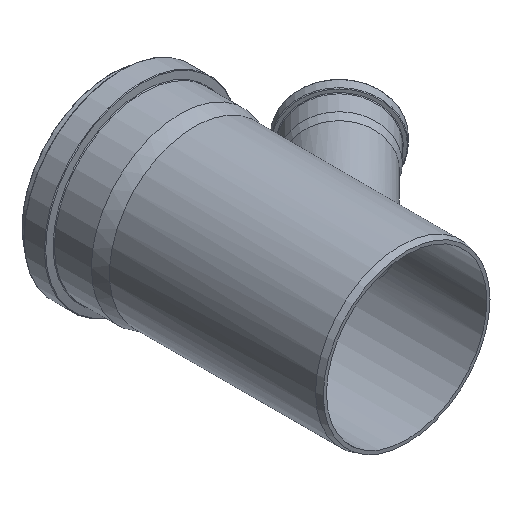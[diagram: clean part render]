
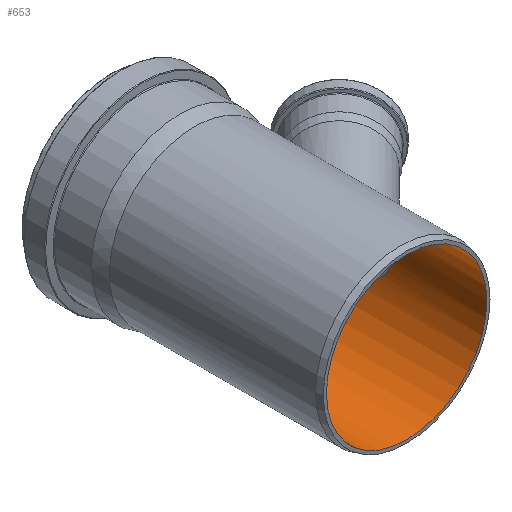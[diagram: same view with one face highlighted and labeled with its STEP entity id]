
A CAD part, isometric view. The second image highlights one B-rep face of the part: STEP entity #653.
In plain terms, the highlighted cylindrical face has radius 118.15 mm (diameter 236.3 mm), a full revolution.
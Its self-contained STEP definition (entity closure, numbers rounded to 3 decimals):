
#50=CYLINDRICAL_SURFACE('',#742,118.15);
#89=FACE_BOUND('',#306,.T.);
#90=FACE_BOUND('',#307,.T.);
#145=CIRCLE('',#741,118.15);
#146=CIRCLE('',#743,118.15);
#216=FACE_OUTER_BOUND('',#305,.T.);
#305=EDGE_LOOP('',(#567));
#306=EDGE_LOOP('',(#568));
#307=EDGE_LOOP('',(#569));
#364=B_SPLINE_CURVE_WITH_KNOTS('',3,(#1507,#1508,#1509,#1510,#1511,#1512,
#1513,#1514,#1515,#1516,#1517,#1518,#1519,#1520,#1521,#1522,#1523,#1524,
#1525,#1526,#1527,#1528,#1529,#1530,#1531,#1532,#1533,#1534,#1535,#1536,
#1537,#1538,#1539,#1540,#1541,#1542,#1543,#1544,#1545,#1546,#1547,#1548,
#1549,#1550,#1551,#1552,#1553,#1554,#1555,#1556,#1557,#1558,#1559,#1560,
#1561,#1562,#1563,#1564,#1565,#1566,#1567,#1568,#1569,#1570,#1571,#1572),
 .UNSPECIFIED.,.T.,.F.,(4,2,2,2,2,2,2,2,2,2,2,2,2,2,2,2,2,2,2,2,2,2,2,2,
2,2,2,2,2,2,2,2,4),(0.,1.898,3.796,5.695,
7.593,8.761,9.93,11.098,12.267,
13.435,14.604,15.772,16.941,18.839,
20.737,22.635,24.533,25.924,27.316,
28.707,30.098,31.195,32.292,33.388,
34.485,35.582,36.679,37.776,38.873,
40.264,41.655,43.046,44.437),
 .UNSPECIFIED.);
#373=VERTEX_POINT('',#1506);
#401=VERTEX_POINT('',#1655);
#402=VERTEX_POINT('',#1658);
#437=EDGE_CURVE('',#373,#373,#364,.T.);
#465=EDGE_CURVE('',#401,#401,#145,.T.);
#466=EDGE_CURVE('',#402,#402,#146,.T.);
#567=ORIENTED_EDGE('',*,*,#465,.T.);
#568=ORIENTED_EDGE('',*,*,#437,.F.);
#569=ORIENTED_EDGE('',*,*,#466,.F.);
#653=ADVANCED_FACE('',(#216,#89,#90),#50,.F.);
#741=AXIS2_PLACEMENT_3D('',#1656,#915,#916);
#742=AXIS2_PLACEMENT_3D('',#1657,#917,#918);
#743=AXIS2_PLACEMENT_3D('',#1659,#919,#920);
#915=DIRECTION('center_axis',(0.,-1.,0.));
#916=DIRECTION('ref_axis',(1.,0.,0.));
#917=DIRECTION('center_axis',(0.,-1.,0.));
#918=DIRECTION('ref_axis',(1.,0.,0.));
#919=DIRECTION('center_axis',(0.,-1.,0.));
#920=DIRECTION('ref_axis',(1.,0.,0.));
#1506=CARTESIAN_POINT('',(102.133,-111.23,59.4));
#1507=CARTESIAN_POINT('Ctrl Pts',(102.133,-111.23,59.4));
#1508=CARTESIAN_POINT('Ctrl Pts',(102.133,-104.903,59.4));
#1509=CARTESIAN_POINT('Ctrl Pts',(102.431,-98.354,58.894));
#1510=CARTESIAN_POINT('Ctrl Pts',(103.523,-85.182,56.952));
#1511=CARTESIAN_POINT('Ctrl Pts',(104.314,-78.559,55.518));
#1512=CARTESIAN_POINT('Ctrl Pts',(106.208,-65.6,51.804));
#1513=CARTESIAN_POINT('Ctrl Pts',(107.309,-59.265,49.525));
#1514=CARTESIAN_POINT('Ctrl Pts',(109.62,-47.245,44.174));
#1515=CARTESIAN_POINT('Ctrl Pts',(110.83,-41.56,41.104));
#1516=CARTESIAN_POINT('Ctrl Pts',(112.708,-33.209,35.516));
#1517=CARTESIAN_POINT('Ctrl Pts',(113.454,-30.013,33.097));
#1518=CARTESIAN_POINT('Ctrl Pts',(114.887,-24.045,27.716));
#1519=CARTESIAN_POINT('Ctrl Pts',(115.574,-21.272,24.753));
#1520=CARTESIAN_POINT('Ctrl Pts',(116.76,-16.563,18.358));
#1521=CARTESIAN_POINT('Ctrl Pts',(117.26,-14.625,14.921));
#1522=CARTESIAN_POINT('Ctrl Pts',(117.955,-11.947,7.69));
#1523=CARTESIAN_POINT('Ctrl Pts',(118.15,-11.209,3.895));
#1524=CARTESIAN_POINT('Ctrl Pts',(118.15,-11.209,-3.895));
#1525=CARTESIAN_POINT('Ctrl Pts',(117.955,-11.947,-7.69));
#1526=CARTESIAN_POINT('Ctrl Pts',(117.26,-14.625,-14.921));
#1527=CARTESIAN_POINT('Ctrl Pts',(116.76,-16.563,-18.358));
#1528=CARTESIAN_POINT('Ctrl Pts',(115.574,-21.272,-24.753));
#1529=CARTESIAN_POINT('Ctrl Pts',(114.887,-24.045,-27.716));
#1530=CARTESIAN_POINT('Ctrl Pts',(113.454,-30.013,-33.097));
#1531=CARTESIAN_POINT('Ctrl Pts',(112.708,-33.209,-35.516));
#1532=CARTESIAN_POINT('Ctrl Pts',(110.83,-41.56,-41.104));
#1533=CARTESIAN_POINT('Ctrl Pts',(109.62,-47.245,-44.174));
#1534=CARTESIAN_POINT('Ctrl Pts',(107.309,-59.265,-49.525));
#1535=CARTESIAN_POINT('Ctrl Pts',(106.208,-65.6,-51.804));
#1536=CARTESIAN_POINT('Ctrl Pts',(104.314,-78.559,-55.518));
#1537=CARTESIAN_POINT('Ctrl Pts',(103.523,-85.182,-56.952));
#1538=CARTESIAN_POINT('Ctrl Pts',(102.431,-98.354,-58.894));
#1539=CARTESIAN_POINT('Ctrl Pts',(102.133,-104.903,-59.4));
#1540=CARTESIAN_POINT('Ctrl Pts',(102.133,-115.867,-59.4));
#1541=CARTESIAN_POINT('Ctrl Pts',(102.294,-120.705,-59.126));
#1542=CARTESIAN_POINT('Ctrl Pts',(103.045,-130.351,-57.807));
#1543=CARTESIAN_POINT('Ctrl Pts',(103.637,-135.159,-56.76));
#1544=CARTESIAN_POINT('Ctrl Pts',(105.225,-144.336,-53.758));
#1545=CARTESIAN_POINT('Ctrl Pts',(106.224,-148.714,-51.797));
#1546=CARTESIAN_POINT('Ctrl Pts',(108.444,-156.704,-46.972));
#1547=CARTESIAN_POINT('Ctrl Pts',(109.662,-160.316,-44.106));
#1548=CARTESIAN_POINT('Ctrl Pts',(111.782,-165.909,-38.361));
#1549=CARTESIAN_POINT('Ctrl Pts',(112.742,-168.193,-35.488));
#1550=CARTESIAN_POINT('Ctrl Pts',(114.53,-172.173,-29.206));
#1551=CARTESIAN_POINT('Ctrl Pts',(115.356,-173.87,-25.797));
#1552=CARTESIAN_POINT('Ctrl Pts',(116.723,-176.574,-18.667));
#1553=CARTESIAN_POINT('Ctrl Pts',(117.262,-177.584,-14.94));
#1554=CARTESIAN_POINT('Ctrl Pts',(117.976,-178.905,-7.435));
#1555=CARTESIAN_POINT('Ctrl Pts',(118.15,-179.217,-3.656));
#1556=CARTESIAN_POINT('Ctrl Pts',(118.15,-179.217,3.656));
#1557=CARTESIAN_POINT('Ctrl Pts',(117.976,-178.905,7.435));
#1558=CARTESIAN_POINT('Ctrl Pts',(117.262,-177.584,14.94));
#1559=CARTESIAN_POINT('Ctrl Pts',(116.723,-176.574,18.667));
#1560=CARTESIAN_POINT('Ctrl Pts',(115.356,-173.87,25.797));
#1561=CARTESIAN_POINT('Ctrl Pts',(114.53,-172.173,29.206));
#1562=CARTESIAN_POINT('Ctrl Pts',(112.742,-168.193,35.488));
#1563=CARTESIAN_POINT('Ctrl Pts',(111.782,-165.909,38.361));
#1564=CARTESIAN_POINT('Ctrl Pts',(109.662,-160.316,44.106));
#1565=CARTESIAN_POINT('Ctrl Pts',(108.444,-156.704,46.972));
#1566=CARTESIAN_POINT('Ctrl Pts',(106.224,-148.714,51.797));
#1567=CARTESIAN_POINT('Ctrl Pts',(105.225,-144.336,53.758));
#1568=CARTESIAN_POINT('Ctrl Pts',(103.637,-135.159,56.76));
#1569=CARTESIAN_POINT('Ctrl Pts',(103.045,-130.351,57.807));
#1570=CARTESIAN_POINT('Ctrl Pts',(102.294,-120.705,59.126));
#1571=CARTESIAN_POINT('Ctrl Pts',(102.133,-115.867,59.4));
#1572=CARTESIAN_POINT('Ctrl Pts',(102.133,-111.23,59.4));
#1655=CARTESIAN_POINT('',(118.15,-312.643,0.));
#1656=CARTESIAN_POINT('Origin',(0.,-312.643,0.));
#1657=CARTESIAN_POINT('Origin',(0.,-156.321,0.));
#1658=CARTESIAN_POINT('',(118.15,0.,0.));
#1659=CARTESIAN_POINT('Origin',(0.,0.,0.));
